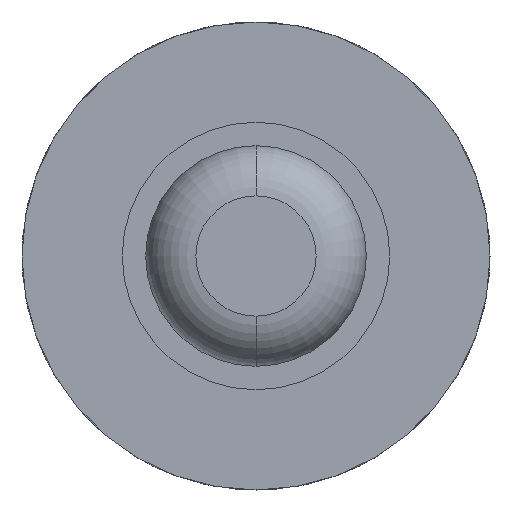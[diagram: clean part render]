
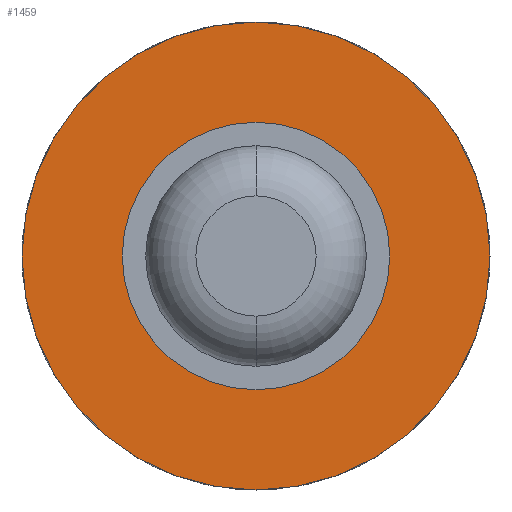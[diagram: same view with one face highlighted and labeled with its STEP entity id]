
A CAD part, front view. The second image highlights one B-rep face of the part: STEP entity #1459.
In plain terms, the highlighted planar face has unit normal (0, -1, 0).
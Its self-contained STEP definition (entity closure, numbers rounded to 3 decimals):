
#290 = EDGE_CURVE ( 'Defeature ausgef�hrt1_21+Defeature ausgef�hrt1_22+Defeature ausgef�hrt1_22+Defeature ausgef�hrt1_22', #5659, #2909, #1450, .T. ) ;
#391 = EDGE_LOOP ( 'NONE', ( #1948, #4318 ) ) ;
#524 = AXIS2_PLACEMENT_3D ( 'NONE', #2250, #4273, #6178 ) ;
#727 = VERTEX_POINT ( 'NONE', #6181 ) ;
#738 = AXIS2_PLACEMENT_3D ( 'NONE', #3664, #1265, #4622 ) ;
#796 = DIRECTION ( 'NONE',  ( 0., -1., 0. ) ) ;
#947 = AXIS2_PLACEMENT_3D ( 'NONE', #1933, #3350, #4350 ) ;
#1209 = EDGE_CURVE ( 'Defeature ausgef�hrt1_0+Defeature ausgef�hrt1_21+Defeature ausgef�hrt1_21+Defeature ausgef�hrt1_21', #6207, #727, #3562, .T. ) ;
#1250 = DIRECTION ( 'NONE',  ( 0., 0., -1. ) ) ;
#1265 = DIRECTION ( 'NONE',  ( 0., -1., 0. ) ) ;
#1314 = CARTESIAN_POINT ( 'NONE',  ( 0., 5.3, -1.75 ) ) ;
#1450 = CIRCLE ( 'NONE', #2072, 1.75 ) ;
#1459 = ADVANCED_FACE ( 'Defeature ausgef�hrt1_21', ( #4303, #4829 ), #6066, .T. ) ;
#1557 = DIRECTION ( 'NONE',  ( 0., 0., -1. ) ) ;
#1593 = DIRECTION ( 'NONE',  ( 0., -1., 0. ) ) ;
#1933 = CARTESIAN_POINT ( 'NONE',  ( 0., 5.3, 0. ) ) ;
#1948 = ORIENTED_EDGE ( 'NONE', *, *, #290, .T. ) ;
#2072 = AXIS2_PLACEMENT_3D ( 'NONE', #5402, #1593, #1557 ) ;
#2250 = CARTESIAN_POINT ( 'NONE',  ( 0., 5.3, 0. ) ) ;
#2909 = VERTEX_POINT ( 'NONE', #3389 ) ;
#3174 = CIRCLE ( 'NONE', #5308, 0.5 ) ;
#3323 = EDGE_CURVE ( 'Defeature ausgef�hrt1_21+Defeature ausgef�hrt1_22+Defeature ausgef�hrt1_22+Defeature ausgef�hrt1_22', #2909, #5659, #3565, .T. ) ;
#3350 = DIRECTION ( 'NONE',  ( 0., -1., 0. ) ) ;
#3389 = CARTESIAN_POINT ( 'NONE',  ( 0., 5.3, 1.75 ) ) ;
#3562 = CIRCLE ( 'NONE', #947, 0.5 ) ;
#3565 = CIRCLE ( 'NONE', #524, 1.75 ) ;
#3664 = CARTESIAN_POINT ( 'NONE',  ( 1.75, 5.3, 0. ) ) ;
#3876 = ORIENTED_EDGE ( 'NONE', *, *, #1209, .F. ) ;
#3881 = ORIENTED_EDGE ( 'NONE', *, *, #4796, .F. ) ;
#4273 = DIRECTION ( 'NONE',  ( 0., -1., 0. ) ) ;
#4289 = CARTESIAN_POINT ( 'NONE',  ( 0., 5.3, -0.5 ) ) ;
#4303 = FACE_OUTER_BOUND ( 'NONE', #391, .T. ) ;
#4318 = ORIENTED_EDGE ( 'NONE', *, *, #3323, .T. ) ;
#4350 = DIRECTION ( 'NONE',  ( 0., 0., -1. ) ) ;
#4622 = DIRECTION ( 'NONE',  ( 0., 0., -1. ) ) ;
#4796 = EDGE_CURVE ( 'Defeature ausgef�hrt1_0+Defeature ausgef�hrt1_21+Defeature ausgef�hrt1_21+Defeature ausgef�hrt1_21', #727, #6207, #3174, .T. ) ;
#4829 = FACE_BOUND ( 'NONE', #5577, .T. ) ;
#5308 = AXIS2_PLACEMENT_3D ( 'NONE', #5572, #796, #1250 ) ;
#5402 = CARTESIAN_POINT ( 'NONE',  ( 0., 5.3, 0. ) ) ;
#5572 = CARTESIAN_POINT ( 'NONE',  ( 0., 5.3, 0. ) ) ;
#5577 = EDGE_LOOP ( 'NONE', ( #3876, #3881 ) ) ;
#5659 = VERTEX_POINT ( 'NONE', #1314 ) ;
#6066 = PLANE ( 'NONE',  #738 ) ;
#6178 = DIRECTION ( 'NONE',  ( 0., 0., -1. ) ) ;
#6181 = CARTESIAN_POINT ( 'NONE',  ( 0., 5.3, 0.5 ) ) ;
#6207 = VERTEX_POINT ( 'NONE', #4289 ) ;
